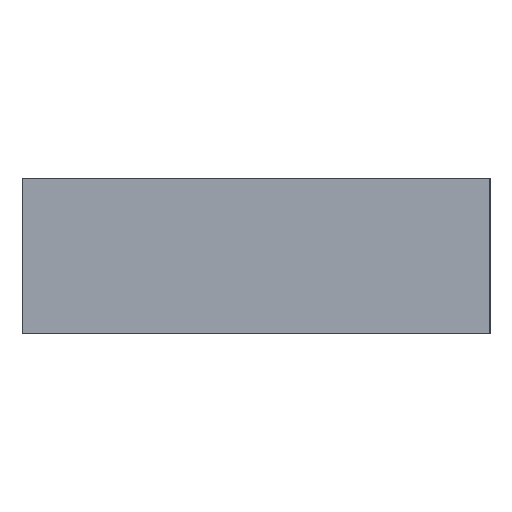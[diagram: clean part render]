
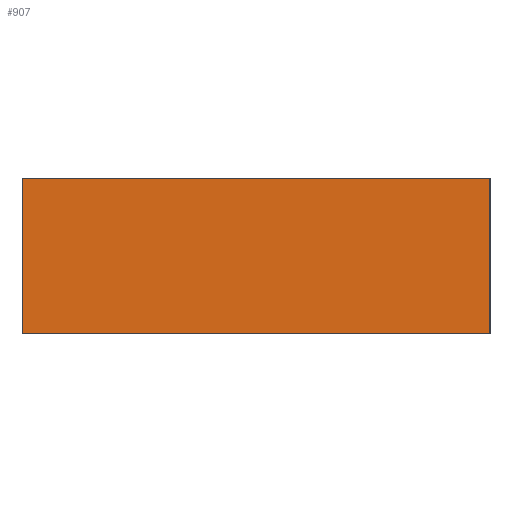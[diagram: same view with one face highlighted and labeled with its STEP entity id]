
A CAD part, left-side view. The second image highlights one B-rep face of the part: STEP entity #907.
In plain terms, the highlighted planar face has unit normal (-1, 0, 0).
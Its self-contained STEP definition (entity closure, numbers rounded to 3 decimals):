
#160 = VERTEX_POINT ( 'NONE', #1504 ) ;
#172 = ORIENTED_EDGE ( 'NONE', *, *, #1316, .F. ) ;
#175 = ORIENTED_EDGE ( 'NONE', *, *, #769, .F. ) ;
#436 = ORIENTED_EDGE ( 'NONE', *, *, #715, .T. ) ;
#443 = DIRECTION ( 'NONE',  ( 0., -1., 0. ) ) ;
#444 = CARTESIAN_POINT ( 'NONE',  ( 0., 0., 2. ) ) ;
#470 = ORIENTED_EDGE ( 'NONE', *, *, #754, .T. ) ;
#615 = EDGE_LOOP ( 'NONE', ( #436, #175, #172, #470 ) ) ;
#619 = VERTEX_POINT ( 'NONE', #1327 ) ;
#671 = VERTEX_POINT ( 'NONE', #1268 ) ;
#715 = EDGE_CURVE ( 'NONE', #619, #160, #1471, .T. ) ;
#754 = EDGE_CURVE ( 'NONE', #671, #619, #1404, .T. ) ;
#769 = EDGE_CURVE ( 'NONE', #824, #160, #1433, .T. ) ;
#824 = VERTEX_POINT ( 'NONE', #1123 ) ;
#902 = DIRECTION ( 'NONE',  ( 0., 0., -1. ) ) ;
#907 = ADVANCED_FACE ( 'NONE', ( #1296 ), #924, .F. ) ;
#915 = DIRECTION ( 'NONE',  ( 1., 0., 0. ) ) ;
#924 = PLANE ( 'NONE',  #954 ) ;
#933 = CARTESIAN_POINT ( 'NONE',  ( 0., 0., 2. ) ) ;
#954 = AXIS2_PLACEMENT_3D ( 'NONE', #933, #915, #902 ) ;
#971 = DIRECTION ( 'NONE',  ( 0., -1., 0. ) ) ;
#1109 = VECTOR ( 'NONE', #443, 1000. ) ;
#1123 = CARTESIAN_POINT ( 'NONE',  ( 0., 0., 2. ) ) ;
#1124 = LINE ( 'NONE', #444, #1109 ) ;
#1143 = CARTESIAN_POINT ( 'NONE',  ( 0., 0., 2. ) ) ;
#1145 = DIRECTION ( 'NONE',  ( 0., 0., -1. ) ) ;
#1150 = CARTESIAN_POINT ( 'NONE',  ( 0., 6., 2. ) ) ;
#1156 = DIRECTION ( 'NONE',  ( 0., 0., -1. ) ) ;
#1233 = CARTESIAN_POINT ( 'NONE',  ( 0., 0., 0. ) ) ;
#1268 = CARTESIAN_POINT ( 'NONE',  ( 0., 6., 2. ) ) ;
#1296 = FACE_OUTER_BOUND ( 'NONE', #615, .T. ) ;
#1316 = EDGE_CURVE ( 'NONE', #671, #824, #1124, .T. ) ;
#1327 = CARTESIAN_POINT ( 'NONE',  ( 0., 6., 0. ) ) ;
#1404 = LINE ( 'NONE', #1150, #1610 ) ;
#1433 = LINE ( 'NONE', #1143, #1608 ) ;
#1471 = LINE ( 'NONE', #1233, #1488 ) ;
#1488 = VECTOR ( 'NONE', #971, 1000. ) ;
#1504 = CARTESIAN_POINT ( 'NONE',  ( 0., 0., 0. ) ) ;
#1608 = VECTOR ( 'NONE', #1145, 1000. ) ;
#1610 = VECTOR ( 'NONE', #1156, 1000. ) ;
